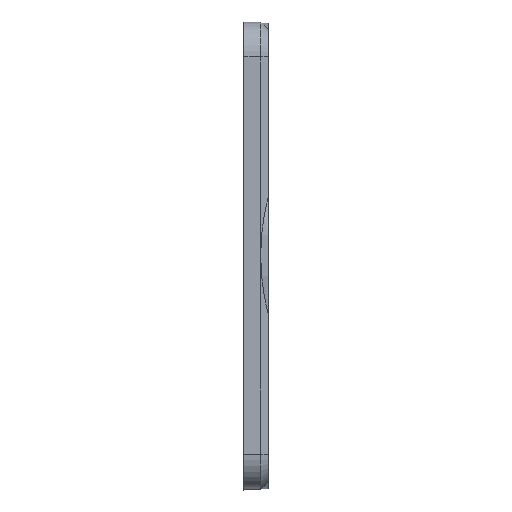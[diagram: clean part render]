
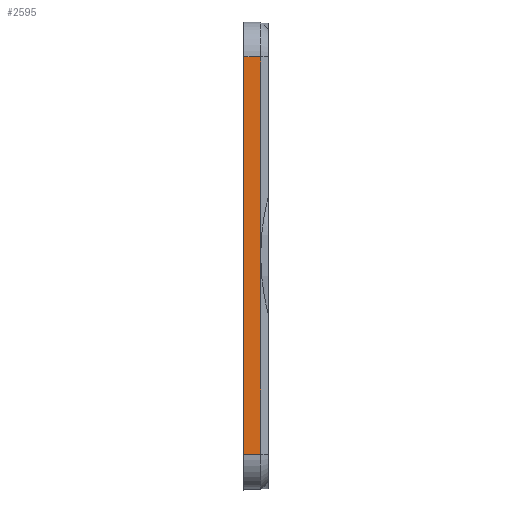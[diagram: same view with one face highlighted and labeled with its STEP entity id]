
A CAD part, top view. The second image highlights one B-rep face of the part: STEP entity #2595.
In plain terms, the highlighted planar face has unit normal (0, 0, 1).
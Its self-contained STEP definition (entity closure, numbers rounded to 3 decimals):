
#50=PLANE('',#2810);
#175=FACE_OUTER_BOUND('',#342,.T.);
#342=EDGE_LOOP('',(#1884,#1885,#1886,#1887,#1888,#1889,#1890));
#511=LINE('',#3914,#774);
#512=LINE('',#3916,#775);
#547=LINE('',#4051,#810);
#549=LINE('',#4055,#812);
#550=LINE('',#4058,#813);
#551=LINE('',#4060,#814);
#552=LINE('',#4061,#815);
#774=VECTOR('',#3093,10.);
#775=VECTOR('',#3094,10.);
#810=VECTOR('',#3195,10.);
#812=VECTOR('',#3199,10.);
#813=VECTOR('',#3202,10.);
#814=VECTOR('',#3203,10.);
#815=VECTOR('',#3204,10.);
#1161=VERTEX_POINT('',#3911);
#1162=VERTEX_POINT('',#3913);
#1163=VERTEX_POINT('',#3915);
#1229=VERTEX_POINT('',#4049);
#1230=VERTEX_POINT('',#4050);
#1232=VERTEX_POINT('',#4057);
#1233=VERTEX_POINT('',#4059);
#1406=EDGE_CURVE('',#1161,#1162,#511,.T.);
#1407=EDGE_CURVE('',#1162,#1163,#512,.T.);
#1474=EDGE_CURVE('',#1229,#1230,#547,.T.);
#1477=EDGE_CURVE('',#1229,#1163,#549,.T.);
#1478=EDGE_CURVE('',#1161,#1232,#550,.T.);
#1479=EDGE_CURVE('',#1233,#1232,#551,.T.);
#1480=EDGE_CURVE('',#1230,#1233,#552,.T.);
#1884=ORIENTED_EDGE('',*,*,#1477,.T.);
#1885=ORIENTED_EDGE('',*,*,#1407,.F.);
#1886=ORIENTED_EDGE('',*,*,#1406,.F.);
#1887=ORIENTED_EDGE('',*,*,#1478,.T.);
#1888=ORIENTED_EDGE('',*,*,#1479,.F.);
#1889=ORIENTED_EDGE('',*,*,#1480,.F.);
#1890=ORIENTED_EDGE('',*,*,#1474,.F.);
#2595=ADVANCED_FACE('',(#175),#50,.T.);
#2810=AXIS2_PLACEMENT_3D('',#4056,#3200,#3201);
#3093=DIRECTION('',(0.,1.,0.));
#3094=DIRECTION('',(0.,1.,0.));
#3195=DIRECTION('',(1.,0.,0.));
#3199=DIRECTION('',(-1.,0.,0.));
#3200=DIRECTION('center_axis',(0.,0.,
1.));
#3201=DIRECTION('ref_axis',(0.,-1.,0.));
#3202=DIRECTION('',(1.,0.,0.));
#3203=DIRECTION('',(0.,-1.,0.));
#3204=DIRECTION('',(0.,-1.,0.));
#3911=CARTESIAN_POINT('',(330.8,81.5,-59.096));
#3913=CARTESIAN_POINT('',(330.8,126.179,-59.096));
#3914=CARTESIAN_POINT('',(330.8,119.75,-59.096));
#3915=CARTESIAN_POINT('',(330.8,132.5,-59.096));
#3916=CARTESIAN_POINT('',(330.8,132.045,-59.096));
#4049=CARTESIAN_POINT('',(331.8,132.5,-59.096));
#4050=CARTESIAN_POINT('',(333.,132.5,-59.096));
#4051=CARTESIAN_POINT('',(332.,132.5,-59.096));
#4055=CARTESIAN_POINT('',(331.8,132.5,-59.096));
#4056=CARTESIAN_POINT('Origin',(332.,132.5,-59.096));
#4057=CARTESIAN_POINT('',(333.,81.5,-59.096));
#4058=CARTESIAN_POINT('',(332.,81.5,-59.096));
#4059=CARTESIAN_POINT('',(333.,107.,-59.096));
#4060=CARTESIAN_POINT('',(333.,130.1,-59.096));
#4061=CARTESIAN_POINT('',(333.,130.1,-59.096));
